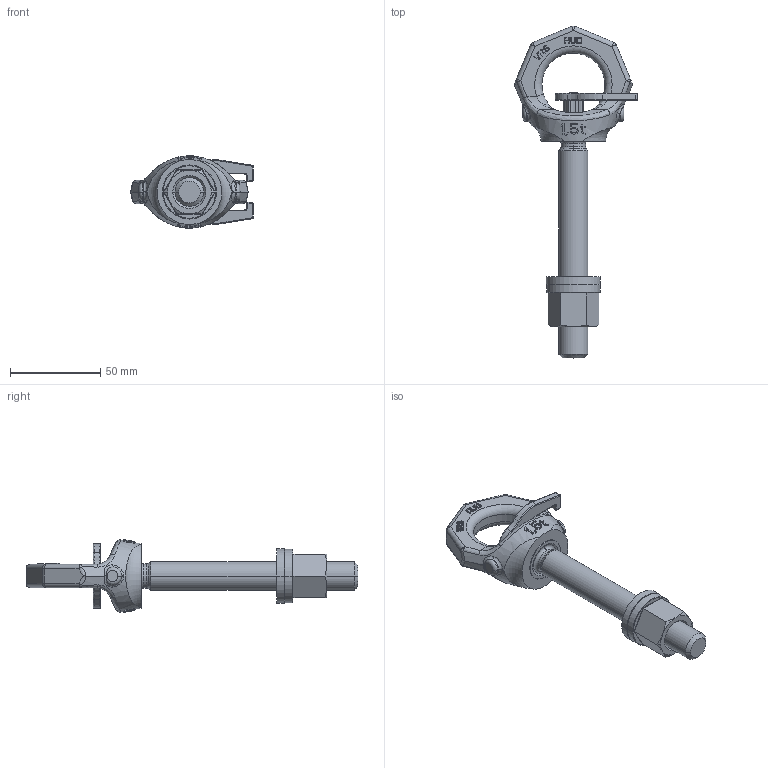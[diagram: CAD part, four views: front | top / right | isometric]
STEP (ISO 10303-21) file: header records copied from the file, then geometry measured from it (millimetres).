
FILE_DESCRIPTION((''),'2;1');
FILE_NAME('001-M33721-P-3_ASM','2016-02-03T',('Andreas.Wendler'),(''),'PRO/ENGINEER BY PARAMETRIC TECHNOLOGY CORPORATION, 2010140','PRO/ENGINEER BY PARAMETRIC TECHNOLOGY CORPORATION, 2010140','');
FILE_SCHEMA(('CONFIG_CONTROL_DESIGN'));
Length unit declared in the file: millimetre
Products named in the file (6): 001-M35307-P-1; 001-M33987-P-2; 001-M33192-P-2; 001-M31328-V07; 001-31603-V16; 001-M33721-P-3_ASM
Assembly tree (5 placements, depth 2):
  001-M33721-P-3_ASM
    001-M35307-P-1
    001-M33987-P-2
    001-M33192-P-2
    001-M31328-V07
    001-31603-V16
Bounding box: 68.12 x 184.24 x 40.42 mm (x, y, z)
Volume: 76292 mm3; surface area: 27426 mm2
Topology: 5 solids, 5 shells, 827 faces, 2205 edges, 1420 vertices
Faces by surface type: plane 564, cylinder 89, bspline 54, extrusion 52, torus 36, cone 18, sphere 14
Entity records: 28960 total; most frequent: CARTESIAN_POINT 9181, ORIENTED_EDGE 4410, DIRECTION 3511, EDGE_CURVE 2205, VECTOR 1495, LINE 1443, VERTEX_POINT 1420, AXIS2_PLACEMENT_3D 1008
